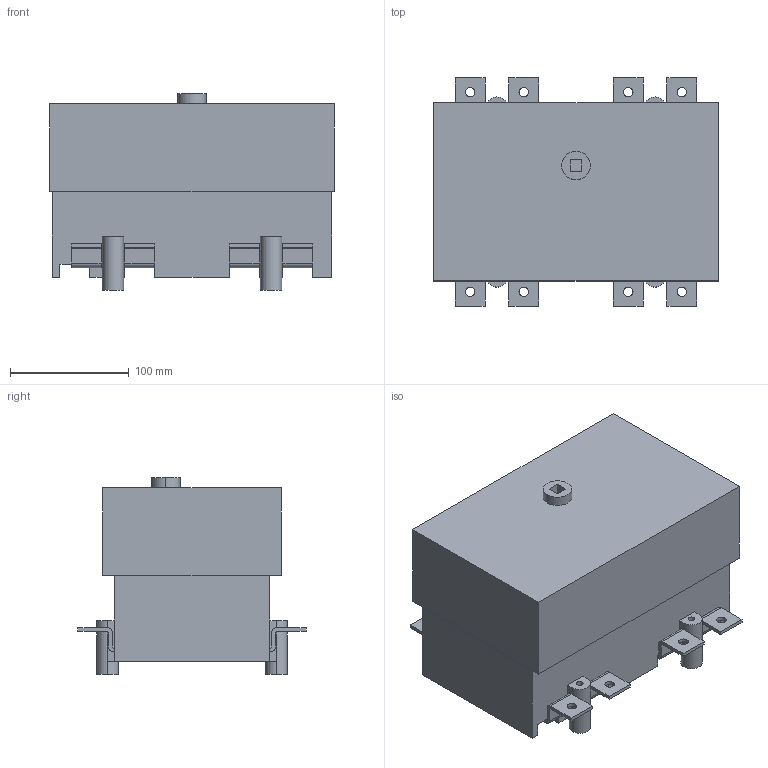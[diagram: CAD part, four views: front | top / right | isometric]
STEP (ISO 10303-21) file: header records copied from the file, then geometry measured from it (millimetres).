
FILE_DESCRIPTION((''),'2;1');
FILE_NAME('3d_GE0160BT4.stp','2013-07-10T14:33:35',(''),(''),'Mechanical Desktop 2011','Mechanical Desktop 2011',', , ');
FILE_SCHEMA(('CONFIG_CONTROL_DESIGN'));
Length unit declared in the file: millimetre
Products named in the file (1): Product
Bounding box: 239 x 192 x 165.5 mm (x, y, z)
Volume: 4809197 mm3; surface area: 236408.5 mm2
Topology: 9 solids, 9 shells, 195 faces, 2788 edges, 4868 vertices
Faces by surface type: plane 145, cylinder 50
Entity records: 19858 total; most frequent: CARTESIAN_POINT 5614, DIRECTION 3320, VECTOR 2648, LINE 2648, TRIMMED_CURVE 2254, ORIENTED_EDGE 1060, EDGE_CURVE 530, VERTEX_POINT 356
